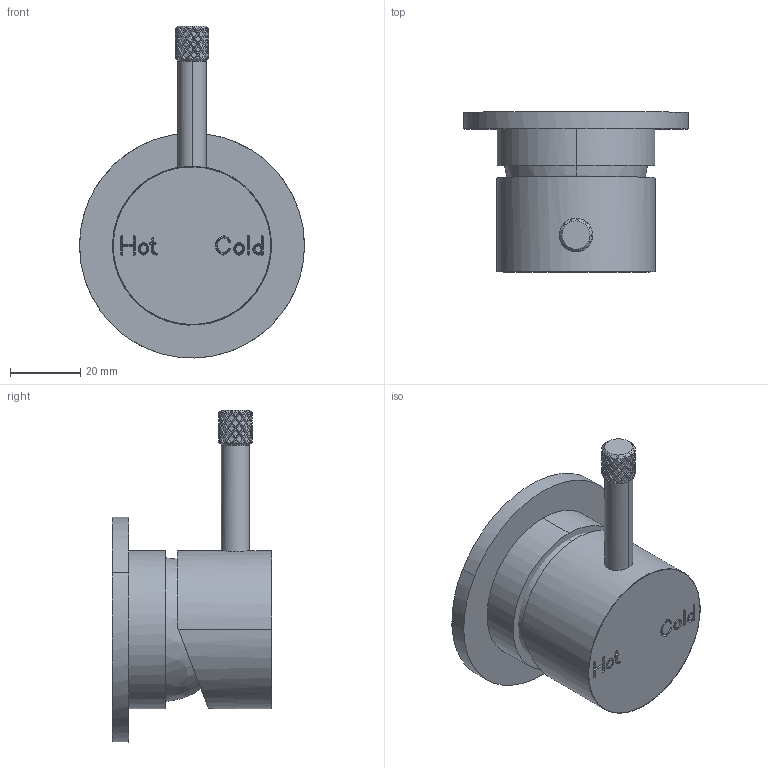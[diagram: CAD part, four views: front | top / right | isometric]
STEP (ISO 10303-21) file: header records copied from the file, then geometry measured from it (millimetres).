
FILE_DESCRIPTION(/* description */ (''),/* implementation_level */ '2;1');
FILE_NAME(/* name */ 'SCALA_NOVA_SNSHM.01_SHOWER_BATH_MIXER_STEP',/* time_stamp */ '2026-02-16T13:09:28+11:00',/* author */ (''),/* organization */ (''),/* preprocessor_version */ 'ST-DEVELOPER v16.5',/* originating_system */ 'Rhino 7.38',/* authorisation */ '');
FILE_SCHEMA (('AUTOMOTIVE_DESIGN'));
Length unit declared in the file: millimetre
Products named in the file (2): Document; Block 05
Assembly tree (1 placements, depth 2):
  Document
    Block 05
Bounding box: 64 x 45.49 x 94.49 mm (x, y, z)
Volume: 76395.1 mm3; surface area: 22901.6 mm2
Topology: 6 solids, 6 shells, 619 faces, 1389 edges, 792 vertices
Faces by surface type: bspline 443, cylinder 112, plane 64
Entity records: 34637 total; most frequent: CARTESIAN_POINT 25210, ORIENTED_EDGE 2774, EDGE_CURVE 1387, B_SPLINE_CURVE_WITH_KNOTS 798, VERTEX_POINT 792, EDGE_LOOP 633, ADVANCED_FACE 619, FACE_OUTER_BOUND 619
